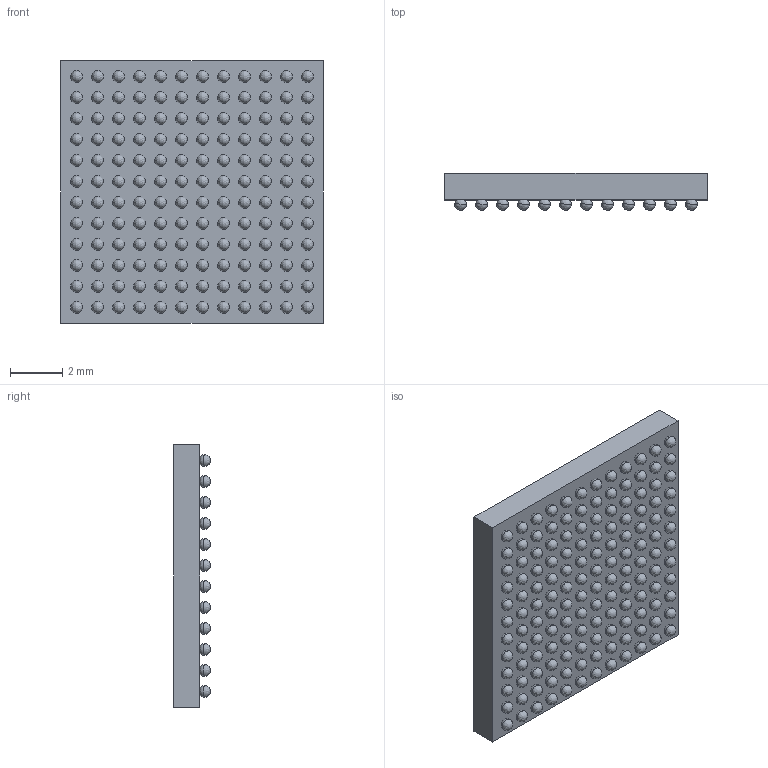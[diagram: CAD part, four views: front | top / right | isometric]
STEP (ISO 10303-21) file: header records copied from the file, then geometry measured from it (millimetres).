
FILE_DESCRIPTION (( 'STEP AP214' ), '1' );
FILE_NAME ('BGA144.STEP', '2020-04-08T12:49:12', ( '' ), ( '' ), 'SwSTEP 2.0', 'SolidWorks 2017', '' );
FILE_SCHEMA (( 'AUTOMOTIVE_DESIGN' ));
Length unit declared in the file: millimetre
Products named in the file (148): Ball; Body; BGA144
Assembly tree (145 placements, depth 2):
  Ball
  Ball
  Ball
  Ball
  Ball
Bounding box: 10 x 1.4 x 10 mm (x, y, z)
Volume: 106.8 mm3; surface area: 331.9 mm2
Topology: 145 solids, 145 shells, 327 faces, 972 edges, 360 vertices
Faces by surface type: bspline 288, plane 39
Entity records: 4148 total; most frequent: DIRECTION 488, CARTESIAN_POINT 404, APPLICATION_PROTOCOL_DEFINITION 296, APPLICATION_CONTEXT 296, PRODUCT_DEFINITION_SHAPE 293, ORIENTED_EDGE 220, AXIS2_PLACEMENT_3D 190, PRODUCT_CONTEXT 148
